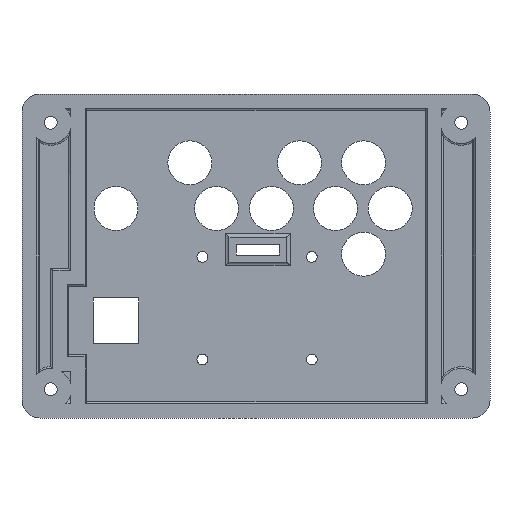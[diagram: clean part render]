
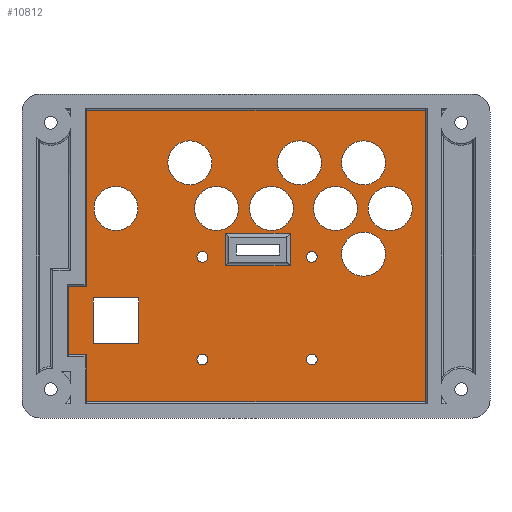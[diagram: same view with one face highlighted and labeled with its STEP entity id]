
A CAD part, front view. The second image highlights one B-rep face of the part: STEP entity #10812.
In plain terms, the highlighted planar face has unit normal (0, -1, 0).
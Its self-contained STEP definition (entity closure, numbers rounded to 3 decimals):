
#765=FACE_BOUND('',#1859,.T.);
#766=FACE_BOUND('',#1860,.T.);
#767=FACE_BOUND('',#1861,.T.);
#768=FACE_BOUND('',#1862,.T.);
#769=FACE_BOUND('',#1863,.T.);
#770=FACE_BOUND('',#1864,.T.);
#771=FACE_BOUND('',#1865,.T.);
#772=FACE_BOUND('',#1866,.T.);
#773=FACE_BOUND('',#1867,.T.);
#774=FACE_BOUND('',#1868,.T.);
#775=FACE_BOUND('',#1869,.T.);
#776=FACE_BOUND('',#1870,.T.);
#777=FACE_BOUND('',#1871,.T.);
#778=FACE_BOUND('',#1872,.T.);
#779=FACE_BOUND('',#1873,.T.);
#846=CIRCLE('',#11444,1.5);
#847=CIRCLE('',#11445,1.5);
#848=CIRCLE('',#11446,1.5);
#849=CIRCLE('',#11447,1.5);
#850=CIRCLE('',#11448,6.1);
#851=CIRCLE('',#11449,6.1);
#852=CIRCLE('',#11450,6.1);
#853=CIRCLE('',#11451,6.1);
#854=CIRCLE('',#11452,6.1);
#855=CIRCLE('',#11453,6.1);
#856=CIRCLE('',#11454,6.1);
#857=CIRCLE('',#11455,6.1);
#858=CIRCLE('',#11456,6.1);
#941=PLANE('',#11443);
#1245=FACE_OUTER_BOUND('',#1858,.T.);
#1858=EDGE_LOOP('',(#7452,#7453,#7454,#7455,#7456,#7457,#7458,#7459));
#1859=EDGE_LOOP('',(#7460));
#1860=EDGE_LOOP('',(#7461));
#1861=EDGE_LOOP('',(#7462));
#1862=EDGE_LOOP('',(#7463));
#1863=EDGE_LOOP('',(#7464));
#1864=EDGE_LOOP('',(#7465));
#1865=EDGE_LOOP('',(#7466));
#1866=EDGE_LOOP('',(#7467));
#1867=EDGE_LOOP('',(#7468));
#1868=EDGE_LOOP('',(#7469));
#1869=EDGE_LOOP('',(#7470));
#1870=EDGE_LOOP('',(#7471));
#1871=EDGE_LOOP('',(#7472,#7473,#7474,#7475));
#1872=EDGE_LOOP('',(#7476));
#1873=EDGE_LOOP('',(#7477,#7478,#7479,#7480));
#2568=LINE('',#13956,#3621);
#2571=LINE('',#13966,#3624);
#2572=LINE('',#13970,#3625);
#2574=LINE('',#13975,#3627);
#2581=LINE('',#13990,#3634);
#2582=LINE('',#13992,#3635);
#2583=LINE('',#13994,#3636);
#2584=LINE('',#13996,#3637);
#2585=LINE('',#13998,#3638);
#2586=LINE('',#14000,#3639);
#2587=LINE('',#14002,#3640);
#2588=LINE('',#14003,#3641);
#2589=LINE('',#14030,#3642);
#2590=LINE('',#14032,#3643);
#2591=LINE('',#14034,#3644);
#2592=LINE('',#14035,#3645);
#3621=VECTOR('',#11925,10.);
#3624=VECTOR('',#11934,10.);
#3625=VECTOR('',#11939,10.);
#3627=VECTOR('',#11945,10.);
#3634=VECTOR('',#11958,10.);
#3635=VECTOR('',#11959,10.);
#3636=VECTOR('',#11960,10.);
#3637=VECTOR('',#11961,10.);
#3638=VECTOR('',#11962,10.);
#3639=VECTOR('',#11963,10.);
#3640=VECTOR('',#11964,10.);
#3641=VECTOR('',#11965,10.);
#3642=VECTOR('',#11990,10.);
#3643=VECTOR('',#11991,10.);
#3644=VECTOR('',#11992,10.);
#3645=VECTOR('',#11993,10.);
#4674=VERTEX_POINT('',#13954);
#4675=VERTEX_POINT('',#13955);
#4679=VERTEX_POINT('',#13965);
#4680=VERTEX_POINT('',#13969);
#4685=VERTEX_POINT('',#13988);
#4686=VERTEX_POINT('',#13989);
#4687=VERTEX_POINT('',#13991);
#4688=VERTEX_POINT('',#13993);
#4689=VERTEX_POINT('',#13995);
#4690=VERTEX_POINT('',#13997);
#4691=VERTEX_POINT('',#13999);
#4692=VERTEX_POINT('',#14001);
#4693=VERTEX_POINT('',#14004);
#4694=VERTEX_POINT('',#14006);
#4695=VERTEX_POINT('',#14008);
#4696=VERTEX_POINT('',#14010);
#4697=VERTEX_POINT('',#14012);
#4698=VERTEX_POINT('',#14014);
#4699=VERTEX_POINT('',#14016);
#4700=VERTEX_POINT('',#14018);
#4701=VERTEX_POINT('',#14020);
#4702=VERTEX_POINT('',#14022);
#4703=VERTEX_POINT('',#14024);
#4704=VERTEX_POINT('',#14026);
#4705=VERTEX_POINT('',#14028);
#4706=VERTEX_POINT('',#14029);
#4707=VERTEX_POINT('',#14031);
#4708=VERTEX_POINT('',#14033);
#4709=VERTEX_POINT('',#14036);
#5767=EDGE_CURVE('',#4674,#4675,#2568,.T.);
#5772=EDGE_CURVE('',#4675,#4679,#2571,.T.);
#5774=EDGE_CURVE('',#4680,#4674,#2572,.T.);
#5777=EDGE_CURVE('',#4679,#4680,#2574,.T.);
#5784=EDGE_CURVE('',#4685,#4686,#2581,.T.);
#5785=EDGE_CURVE('',#4687,#4685,#2582,.T.);
#5786=EDGE_CURVE('',#4688,#4687,#2583,.T.);
#5787=EDGE_CURVE('',#4689,#4688,#2584,.T.);
#5788=EDGE_CURVE('',#4690,#4689,#2585,.T.);
#5789=EDGE_CURVE('',#4691,#4690,#2586,.T.);
#5790=EDGE_CURVE('',#4692,#4691,#2587,.T.);
#5791=EDGE_CURVE('',#4686,#4692,#2588,.T.);
#5792=EDGE_CURVE('',#4693,#4693,#846,.T.);
#5793=EDGE_CURVE('',#4694,#4694,#847,.T.);
#5794=EDGE_CURVE('',#4695,#4695,#848,.T.);
#5795=EDGE_CURVE('',#4696,#4696,#849,.T.);
#5796=EDGE_CURVE('',#4697,#4697,#850,.T.);
#5797=EDGE_CURVE('',#4698,#4698,#851,.T.);
#5798=EDGE_CURVE('',#4699,#4699,#852,.T.);
#5799=EDGE_CURVE('',#4700,#4700,#853,.T.);
#5800=EDGE_CURVE('',#4701,#4701,#854,.T.);
#5801=EDGE_CURVE('',#4702,#4702,#855,.T.);
#5802=EDGE_CURVE('',#4703,#4703,#856,.T.);
#5803=EDGE_CURVE('',#4704,#4704,#857,.T.);
#5804=EDGE_CURVE('',#4705,#4706,#2589,.T.);
#5805=EDGE_CURVE('',#4707,#4705,#2590,.T.);
#5806=EDGE_CURVE('',#4708,#4707,#2591,.T.);
#5807=EDGE_CURVE('',#4706,#4708,#2592,.T.);
#5808=EDGE_CURVE('',#4709,#4709,#858,.T.);
#7452=ORIENTED_EDGE('',*,*,#5784,.F.);
#7453=ORIENTED_EDGE('',*,*,#5785,.F.);
#7454=ORIENTED_EDGE('',*,*,#5786,.F.);
#7455=ORIENTED_EDGE('',*,*,#5787,.F.);
#7456=ORIENTED_EDGE('',*,*,#5788,.F.);
#7457=ORIENTED_EDGE('',*,*,#5789,.F.);
#7458=ORIENTED_EDGE('',*,*,#5790,.F.);
#7459=ORIENTED_EDGE('',*,*,#5791,.F.);
#7460=ORIENTED_EDGE('',*,*,#5792,.T.);
#7461=ORIENTED_EDGE('',*,*,#5793,.T.);
#7462=ORIENTED_EDGE('',*,*,#5794,.T.);
#7463=ORIENTED_EDGE('',*,*,#5795,.T.);
#7464=ORIENTED_EDGE('',*,*,#5796,.F.);
#7465=ORIENTED_EDGE('',*,*,#5797,.F.);
#7466=ORIENTED_EDGE('',*,*,#5798,.F.);
#7467=ORIENTED_EDGE('',*,*,#5799,.F.);
#7468=ORIENTED_EDGE('',*,*,#5800,.F.);
#7469=ORIENTED_EDGE('',*,*,#5801,.F.);
#7470=ORIENTED_EDGE('',*,*,#5802,.F.);
#7471=ORIENTED_EDGE('',*,*,#5803,.F.);
#7472=ORIENTED_EDGE('',*,*,#5804,.F.);
#7473=ORIENTED_EDGE('',*,*,#5805,.F.);
#7474=ORIENTED_EDGE('',*,*,#5806,.F.);
#7475=ORIENTED_EDGE('',*,*,#5807,.F.);
#7476=ORIENTED_EDGE('',*,*,#5808,.F.);
#7477=ORIENTED_EDGE('',*,*,#5767,.F.);
#7478=ORIENTED_EDGE('',*,*,#5774,.F.);
#7479=ORIENTED_EDGE('',*,*,#5777,.F.);
#7480=ORIENTED_EDGE('',*,*,#5772,.F.);
#10812=ADVANCED_FACE('',(#1245,#765,#766,#767,#768,#769,#770,#771,#772,
#773,#774,#775,#776,#777,#778,#779),#941,.F.);
#11443=AXIS2_PLACEMENT_3D('',#13987,#11956,#11957);
#11444=AXIS2_PLACEMENT_3D('',#14005,#11966,#11967);
#11445=AXIS2_PLACEMENT_3D('',#14007,#11968,#11969);
#11446=AXIS2_PLACEMENT_3D('',#14009,#11970,#11971);
#11447=AXIS2_PLACEMENT_3D('',#14011,#11972,#11973);
#11448=AXIS2_PLACEMENT_3D('',#14013,#11974,#11975);
#11449=AXIS2_PLACEMENT_3D('',#14015,#11976,#11977);
#11450=AXIS2_PLACEMENT_3D('',#14017,#11978,#11979);
#11451=AXIS2_PLACEMENT_3D('',#14019,#11980,#11981);
#11452=AXIS2_PLACEMENT_3D('',#14021,#11982,#11983);
#11453=AXIS2_PLACEMENT_3D('',#14023,#11984,#11985);
#11454=AXIS2_PLACEMENT_3D('',#14025,#11986,#11987);
#11455=AXIS2_PLACEMENT_3D('',#14027,#11988,#11989);
#11456=AXIS2_PLACEMENT_3D('',#14037,#11994,#11995);
#11925=DIRECTION('',(0.,0.,1.));
#11934=DIRECTION('',(-1.,0.,0.));
#11939=DIRECTION('',(1.,0.,0.));
#11945=DIRECTION('',(0.,0.,-1.));
#11956=DIRECTION('center_axis',(0.,1.,0.));
#11957=DIRECTION('ref_axis',(1.,0.,0.));
#11958=DIRECTION('',(-1.,0.,0.));
#11959=DIRECTION('',(0.,0.,1.));
#11960=DIRECTION('',(-1.,0.,0.));
#11961=DIRECTION('',(0.,0.,-1.));
#11962=DIRECTION('',(1.,0.,0.));
#11963=DIRECTION('',(0.,0.,1.));
#11964=DIRECTION('',(1.,0.,0.));
#11965=DIRECTION('',(0.,0.,1.));
#11966=DIRECTION('center_axis',(0.,1.,0.));
#11967=DIRECTION('ref_axis',(-1.,0.,0.));
#11968=DIRECTION('center_axis',(0.,1.,0.));
#11969=DIRECTION('ref_axis',(-1.,0.,0.));
#11970=DIRECTION('center_axis',(0.,1.,0.));
#11971=DIRECTION('ref_axis',(-1.,0.,0.));
#11972=DIRECTION('center_axis',(0.,1.,0.));
#11973=DIRECTION('ref_axis',(-1.,0.,0.));
#11974=DIRECTION('center_axis',(0.,-1.,0.));
#11975=DIRECTION('ref_axis',(1.,0.,0.));
#11976=DIRECTION('center_axis',(0.,-1.,0.));
#11977=DIRECTION('ref_axis',(1.,0.,0.));
#11978=DIRECTION('center_axis',(0.,-1.,0.));
#11979=DIRECTION('ref_axis',(1.,0.,0.));
#11980=DIRECTION('center_axis',(0.,-1.,0.));
#11981=DIRECTION('ref_axis',(1.,0.,0.));
#11982=DIRECTION('center_axis',(0.,-1.,0.));
#11983=DIRECTION('ref_axis',(1.,0.,0.));
#11984=DIRECTION('center_axis',(0.,-1.,0.));
#11985=DIRECTION('ref_axis',(1.,0.,0.));
#11986=DIRECTION('center_axis',(0.,-1.,0.));
#11987=DIRECTION('ref_axis',(1.,0.,0.));
#11988=DIRECTION('center_axis',(0.,-1.,0.));
#11989=DIRECTION('ref_axis',(1.,0.,0.));
#11990=DIRECTION('',(0.,0.,-1.));
#11991=DIRECTION('',(-1.,0.,0.));
#11992=DIRECTION('',(0.,0.,1.));
#11993=DIRECTION('',(1.,0.,0.));
#11994=DIRECTION('center_axis',(0.,-1.,0.));
#11995=DIRECTION('ref_axis',(1.,0.,0.));
#13954=CARTESIAN_POINT('',(9.5,0.,-2.75));
#13955=CARTESIAN_POINT('',(9.5,0.,6.25));
#13956=CARTESIAN_POINT('',(9.5,0.,-0.875));
#13965=CARTESIAN_POINT('',(-8.5,0.,6.25));
#13966=CARTESIAN_POINT('',(4.25,0.,6.25));
#13969=CARTESIAN_POINT('',(-8.5,0.,-2.75));
#13970=CARTESIAN_POINT('',(-3.75,0.,-2.75));
#13975=CARTESIAN_POINT('',(-8.5,0.,2.625));
#13987=CARTESIAN_POINT('Origin',(0.,0.,0.));
#13988=CARTESIAN_POINT('',(-47.,0.,-27.5));
#13989=CARTESIAN_POINT('',(-52.,0.,-27.5));
#13990=CARTESIAN_POINT('',(-23.75,0.,-27.5));
#13991=CARTESIAN_POINT('',(-47.,0.,-40.5));
#13992=CARTESIAN_POINT('',(-47.,0.,-20.5));
#13993=CARTESIAN_POINT('',(47.,0.,-40.5));
#13994=CARTESIAN_POINT('',(23.75,0.,-40.5));
#13995=CARTESIAN_POINT('',(47.,0.,40.5));
#13996=CARTESIAN_POINT('',(47.,0.,20.5));
#13997=CARTESIAN_POINT('',(-47.,0.,40.5));
#13998=CARTESIAN_POINT('',(-23.75,0.,40.5));
#13999=CARTESIAN_POINT('',(-47.,0.,-8.5));
#14000=CARTESIAN_POINT('',(-47.,0.,-4.));
#14001=CARTESIAN_POINT('',(-52.,0.,-8.5));
#14002=CARTESIAN_POINT('',(-26.25,0.,-8.5));
#14003=CARTESIAN_POINT('',(-52.,0.,-14.));
#14004=CARTESIAN_POINT('',(17.,0.,-28.75));
#14005=CARTESIAN_POINT('Origin',(15.5,0.,-28.75));
#14006=CARTESIAN_POINT('',(17.,0.,-0.25));
#14007=CARTESIAN_POINT('Origin',(15.5,0.,-0.25));
#14008=CARTESIAN_POINT('',(-13.4,0.,-28.75));
#14009=CARTESIAN_POINT('Origin',(-14.9,0.,-28.75));
#14010=CARTESIAN_POINT('',(-13.4,0.,-0.25));
#14011=CARTESIAN_POINT('Origin',(-14.9,0.,-0.25));
#14012=CARTESIAN_POINT('',(-45.,0.,13.2));
#14013=CARTESIAN_POINT('Origin',(-38.9,0.,13.2));
#14014=CARTESIAN_POINT('',(-1.82,0.,13.2));
#14015=CARTESIAN_POINT('Origin',(4.28,0.,13.2));
#14016=CARTESIAN_POINT('',(-17.06,0.,13.2));
#14017=CARTESIAN_POINT('Origin',(-10.96,0.,13.2));
#14018=CARTESIAN_POINT('',(15.96,0.,13.2));
#14019=CARTESIAN_POINT('Origin',(22.06,0.,13.2));
#14020=CARTESIAN_POINT('',(23.78,0.,0.5));
#14021=CARTESIAN_POINT('Origin',(29.88,0.,0.5));
#14022=CARTESIAN_POINT('',(23.78,0.,25.9));
#14023=CARTESIAN_POINT('Origin',(29.88,0.,25.9));
#14024=CARTESIAN_POINT('',(6.,0.,25.9));
#14025=CARTESIAN_POINT('Origin',(12.1,0.,25.9));
#14026=CARTESIAN_POINT('',(-24.48,0.,25.9));
#14027=CARTESIAN_POINT('Origin',(-18.38,0.,25.9));
#14028=CARTESIAN_POINT('',(-45.25,0.,-11.65));
#14029=CARTESIAN_POINT('',(-45.25,0.,-24.35));
#14030=CARTESIAN_POINT('',(-45.25,0.,-24.35));
#14031=CARTESIAN_POINT('',(-32.55,0.,-11.65));
#14032=CARTESIAN_POINT('',(-45.25,0.,-11.65));
#14033=CARTESIAN_POINT('',(-32.55,0.,-24.35));
#14034=CARTESIAN_POINT('',(-32.55,0.,-11.65));
#14035=CARTESIAN_POINT('',(-32.55,0.,-24.35));
#14036=CARTESIAN_POINT('',(31.2,0.,13.2));
#14037=CARTESIAN_POINT('Origin',(37.3,0.,13.2));
